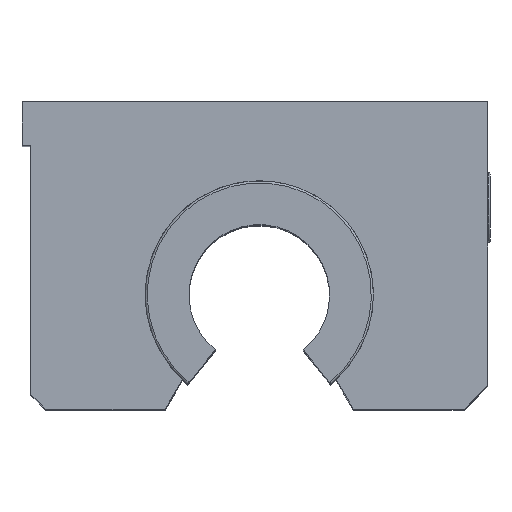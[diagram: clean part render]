
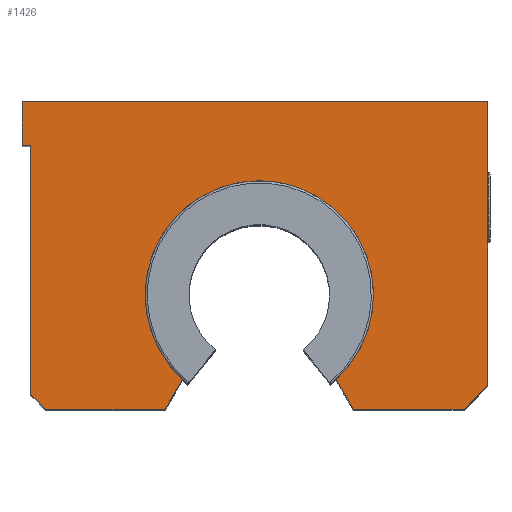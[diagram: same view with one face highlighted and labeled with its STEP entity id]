
A CAD part, top view. The second image highlights one B-rep face of the part: STEP entity #1426.
In plain terms, the highlighted planar face has unit normal (0, 0, 1).
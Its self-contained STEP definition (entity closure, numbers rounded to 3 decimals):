
#110=PLANE('',#1628);
#187=FACE_OUTER_BOUND('',#293,.T.);
#293=EDGE_LOOP('',(#1234,#1235,#1236,#1237,#1238,#1239,#1240,#1241,#1242,
#1243,#1244,#1245));
#335=LINE('',#2227,#454);
#343=LINE('',#2243,#462);
#357=LINE('',#2272,#476);
#358=LINE('',#2275,#477);
#371=LINE('',#2302,#490);
#375=LINE('',#2312,#494);
#393=LINE('',#2504,#512);
#398=LINE('',#2516,#517);
#400=LINE('',#2520,#519);
#403=LINE('',#2527,#522);
#404=LINE('',#2529,#523);
#454=VECTOR('',#1818,10.);
#462=VECTOR('',#1830,10.);
#476=VECTOR('',#1852,10.);
#477=VECTOR('',#1855,10.);
#490=VECTOR('',#1874,10.);
#494=VECTOR('',#1882,10.);
#512=VECTOR('',#1974,10.);
#517=VECTOR('',#1985,10.);
#519=VECTOR('',#1989,10.);
#522=VECTOR('',#1998,10.);
#523=VECTOR('',#2001,10.);
#599=CIRCLE('',#1625,13.);
#653=VERTEX_POINT('',#2225);
#654=VERTEX_POINT('',#2226);
#660=VERTEX_POINT('',#2242);
#670=VERTEX_POINT('',#2268);
#672=VERTEX_POINT('',#2274);
#682=VERTEX_POINT('',#2299);
#683=VERTEX_POINT('',#2301);
#687=VERTEX_POINT('',#2311);
#710=VERTEX_POINT('',#2502);
#714=VERTEX_POINT('',#2515);
#715=VERTEX_POINT('',#2519);
#716=VERTEX_POINT('',#2523);
#802=EDGE_CURVE('',#653,#654,#335,.T.);
#810=EDGE_CURVE('',#654,#660,#343,.T.);
#825=EDGE_CURVE('',#660,#670,#357,.T.);
#826=EDGE_CURVE('',#672,#670,#358,.T.);
#839=EDGE_CURVE('',#682,#683,#371,.T.);
#844=EDGE_CURVE('',#683,#687,#375,.T.);
#884=EDGE_CURVE('',#710,#653,#393,.T.);
#890=EDGE_CURVE('',#687,#714,#398,.T.);
#892=EDGE_CURVE('',#714,#715,#400,.T.);
#894=EDGE_CURVE('',#715,#716,#599,.T.);
#896=EDGE_CURVE('',#716,#710,#403,.T.);
#897=EDGE_CURVE('',#672,#682,#404,.T.);
#1234=ORIENTED_EDGE('',*,*,#802,.F.);
#1235=ORIENTED_EDGE('',*,*,#884,.F.);
#1236=ORIENTED_EDGE('',*,*,#896,.F.);
#1237=ORIENTED_EDGE('',*,*,#894,.F.);
#1238=ORIENTED_EDGE('',*,*,#892,.F.);
#1239=ORIENTED_EDGE('',*,*,#890,.F.);
#1240=ORIENTED_EDGE('',*,*,#844,.F.);
#1241=ORIENTED_EDGE('',*,*,#839,.F.);
#1242=ORIENTED_EDGE('',*,*,#897,.F.);
#1243=ORIENTED_EDGE('',*,*,#826,.T.);
#1244=ORIENTED_EDGE('',*,*,#825,.F.);
#1245=ORIENTED_EDGE('',*,*,#810,.F.);
#1426=ADVANCED_FACE('',(#187),#110,.T.);
#1625=AXIS2_PLACEMENT_3D('',#2524,#1993,#1994);
#1628=AXIS2_PLACEMENT_3D('',#2530,#2002,#2003);
#1818=DIRECTION('',(-0.707,0.707,0.));
#1830=DIRECTION('',(0.,1.,0.));
#1852=DIRECTION('',(-1.,0.,0.));
#1855=DIRECTION('',(0.,-1.,0.));
#1874=DIRECTION('',(0.,-1.,0.));
#1882=DIRECTION('',(-0.707,-0.707,0.));
#1974=DIRECTION('',(-1.,0.,0.));
#1985=DIRECTION('',(-1.,0.,0.));
#1989=DIRECTION('',(-0.5,0.866,0.));
#1993=DIRECTION('center_axis',(0.,0.,1.));
#1994=DIRECTION('ref_axis',(0.673,-0.74,0.));
#1998=DIRECTION('',(-0.5,-0.866,0.));
#2001=DIRECTION('',(1.,0.,0.));
#2002=DIRECTION('center_axis',(0.,0.,1.));
#2003=DIRECTION('ref_axis',(1.,0.,0.));
#2225=CARTESIAN_POINT('',(-24.3,-17.5,42.));
#2226=CARTESIAN_POINT('',(-26.,-15.8,42.));
#2227=CARTESIAN_POINT('',(-23.157,-18.643,42.));
#2242=CARTESIAN_POINT('',(-26.,12.5,42.));
#2243=CARTESIAN_POINT('',(-26.,-17.5,42.));
#2268=CARTESIAN_POINT('',(-27.,12.5,42.));
#2272=CARTESIAN_POINT('',(-26.,12.5,42.));
#2274=CARTESIAN_POINT('',(-27.,17.5,42.));
#2275=CARTESIAN_POINT('',(-27.,-17.5,42.));
#2299=CARTESIAN_POINT('',(26.,17.5,42.));
#2301=CARTESIAN_POINT('',(26.,-14.8,42.));
#2302=CARTESIAN_POINT('',(26.,17.5,42.));
#2311=CARTESIAN_POINT('',(23.3,-17.5,42.));
#2312=CARTESIAN_POINT('',(22.657,-18.143,42.));
#2502=CARTESIAN_POINT('',(-10.705,-17.5,42.));
#2504=CARTESIAN_POINT('',(-10.705,-17.5,42.));
#2515=CARTESIAN_POINT('',(10.705,-17.5,42.));
#2516=CARTESIAN_POINT('',(26.,-17.5,42.));
#2519=CARTESIAN_POINT('',(8.75,-14.114,42.));
#2520=CARTESIAN_POINT('',(10.705,-17.5,42.));
#2523=CARTESIAN_POINT('',(-8.75,-14.114,42.));
#2524=CARTESIAN_POINT('Origin',(0.,-4.5,42.));
#2527=CARTESIAN_POINT('',(-8.75,-14.114,42.));
#2529=CARTESIAN_POINT('',(-26.,17.5,42.));
#2530=CARTESIAN_POINT('Origin',(0.,0.53,42.));
